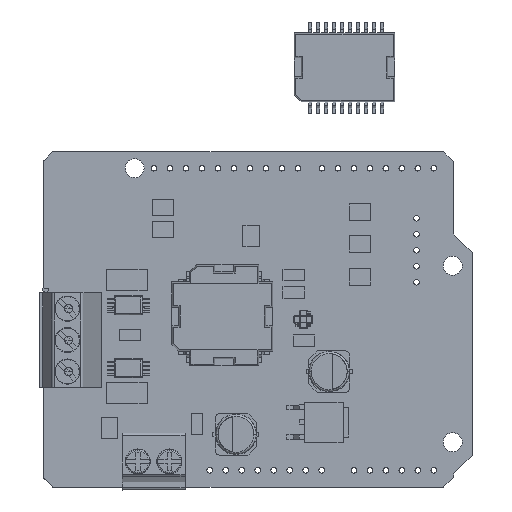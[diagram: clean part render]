
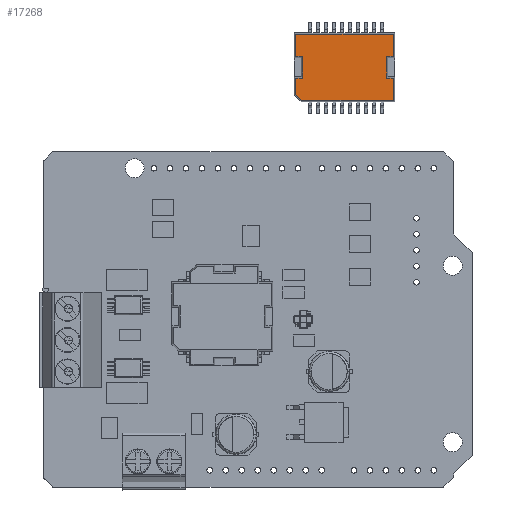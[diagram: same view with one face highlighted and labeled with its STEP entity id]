
A CAD part, top view. The second image highlights one B-rep face of the part: STEP entity #17268.
In plain terms, the highlighted face is planar.
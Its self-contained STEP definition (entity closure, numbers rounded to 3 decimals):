
#17268 = ADVANCED_FACE('',(#17269),#17375,.T.);
#17269 = FACE_BOUND('',#17270,.T.);
#17270 = EDGE_LOOP('',(#17271,#17281,#17289,#17297,#17305,#17313,#17321,
    #17329,#17337,#17345,#17353,#17361,#17369));
#17271 = ORIENTED_EDGE('',*,*,#17272,.T.);
#17272 = EDGE_CURVE('',#17273,#17275,#17277,.T.);
#17273 = VERTEX_POINT('',#17274);
#17274 = CARTESIAN_POINT('',(-6.448,3.3,6.917));
#17275 = VERTEX_POINT('',#17276);
#17276 = CARTESIAN_POINT('',(-6.448,3.3,9.489));
#17277 = LINE('',#17278,#17279);
#17278 = CARTESIAN_POINT('',(-6.448,3.3,9.585));
#17279 = VECTOR('',#17280,1.);
#17280 = DIRECTION('',(0.,0.,1.));
#17281 = ORIENTED_EDGE('',*,*,#17282,.T.);
#17282 = EDGE_CURVE('',#17275,#17283,#17285,.T.);
#17283 = VERTEX_POINT('',#17284);
#17284 = CARTESIAN_POINT('',(-5.484,3.3,10.453));
#17285 = LINE('',#17286,#17287);
#17286 = CARTESIAN_POINT('',(-5.416,3.3,10.521));
#17287 = VECTOR('',#17288,1.);
#17288 = DIRECTION('',(0.707,0.,0.707));
#17289 = ORIENTED_EDGE('',*,*,#17290,.T.);
#17290 = EDGE_CURVE('',#17283,#17291,#17293,.T.);
#17291 = VERTEX_POINT('',#17292);
#17292 = CARTESIAN_POINT('',(9.088,3.3,10.453));
#17293 = LINE('',#17294,#17295);
#17294 = CARTESIAN_POINT('',(9.32,3.3,10.453));
#17295 = VECTOR('',#17296,1.);
#17296 = DIRECTION('',(1.,0.,0.));
#17297 = ORIENTED_EDGE('',*,*,#17298,.T.);
#17298 = EDGE_CURVE('',#17291,#17299,#17301,.T.);
#17299 = VERTEX_POINT('',#17300);
#17300 = CARTESIAN_POINT('',(9.088,3.3,6.917));
#17301 = LINE('',#17302,#17303);
#17302 = CARTESIAN_POINT('',(9.088,3.3,0.));
#17303 = VECTOR('',#17304,1.);
#17304 = DIRECTION('',(0.,0.,-1.));
#17305 = ORIENTED_EDGE('',*,*,#17306,.T.);
#17306 = EDGE_CURVE('',#17299,#17307,#17309,.T.);
#17307 = VERTEX_POINT('',#17308);
#17308 = CARTESIAN_POINT('',(7.988,3.3,6.917));
#17309 = LINE('',#17310,#17311);
#17310 = CARTESIAN_POINT('',(8.22,3.3,6.917));
#17311 = VECTOR('',#17312,1.);
#17312 = DIRECTION('',(-1.,0.,0.));
#17313 = ORIENTED_EDGE('',*,*,#17314,.T.);
#17314 = EDGE_CURVE('',#17307,#17315,#17317,.T.);
#17315 = VERTEX_POINT('',#17316);
#17316 = CARTESIAN_POINT('',(7.988,3.3,3.453));
#17317 = LINE('',#17318,#17319);
#17318 = CARTESIAN_POINT('',(7.988,3.3,0.));
#17319 = VECTOR('',#17320,1.);
#17320 = DIRECTION('',(0.,0.,-1.));
#17321 = ORIENTED_EDGE('',*,*,#17322,.T.);
#17322 = EDGE_CURVE('',#17315,#17323,#17325,.T.);
#17323 = VERTEX_POINT('',#17324);
#17324 = CARTESIAN_POINT('',(9.088,3.3,3.453));
#17325 = LINE('',#17326,#17327);
#17326 = CARTESIAN_POINT('',(0.,3.3,3.453));
#17327 = VECTOR('',#17328,1.);
#17328 = DIRECTION('',(1.,0.,0.));
#17329 = ORIENTED_EDGE('',*,*,#17330,.T.);
#17330 = EDGE_CURVE('',#17323,#17331,#17333,.T.);
#17331 = VERTEX_POINT('',#17332);
#17332 = CARTESIAN_POINT('',(9.088,3.3,-0.083));
#17333 = LINE('',#17334,#17335);
#17334 = CARTESIAN_POINT('',(9.088,3.3,0.));
#17335 = VECTOR('',#17336,1.);
#17336 = DIRECTION('',(0.,0.,-1.));
#17337 = ORIENTED_EDGE('',*,*,#17338,.T.);
#17338 = EDGE_CURVE('',#17331,#17339,#17341,.T.);
#17339 = VERTEX_POINT('',#17340);
#17340 = CARTESIAN_POINT('',(-6.448,3.3,-0.083));
#17341 = LINE('',#17342,#17343);
#17342 = CARTESIAN_POINT('',(0.,3.3,
    -0.083));
#17343 = VECTOR('',#17344,1.);
#17344 = DIRECTION('',(-1.,0.,0.));
#17345 = ORIENTED_EDGE('',*,*,#17346,.T.);
#17346 = EDGE_CURVE('',#17339,#17347,#17349,.T.);
#17347 = VERTEX_POINT('',#17348);
#17348 = CARTESIAN_POINT('',(-6.448,3.3,3.453));
#17349 = LINE('',#17350,#17351);
#17350 = CARTESIAN_POINT('',(-6.448,3.3,3.685));
#17351 = VECTOR('',#17352,1.);
#17352 = DIRECTION('',(0.,0.,1.));
#17353 = ORIENTED_EDGE('',*,*,#17354,.T.);
#17354 = EDGE_CURVE('',#17347,#17355,#17357,.T.);
#17355 = VERTEX_POINT('',#17356);
#17356 = CARTESIAN_POINT('',(-5.348,3.3,3.453));
#17357 = LINE('',#17358,#17359);
#17358 = CARTESIAN_POINT('',(-5.58,3.3,3.453));
#17359 = VECTOR('',#17360,1.);
#17360 = DIRECTION('',(1.,0.,0.));
#17361 = ORIENTED_EDGE('',*,*,#17362,.T.);
#17362 = EDGE_CURVE('',#17355,#17363,#17365,.T.);
#17363 = VERTEX_POINT('',#17364);
#17364 = CARTESIAN_POINT('',(-5.348,3.3,6.917));
#17365 = LINE('',#17366,#17367);
#17366 = CARTESIAN_POINT('',(-5.348,3.3,6.685));
#17367 = VECTOR('',#17368,1.);
#17368 = DIRECTION('',(0.,0.,1.));
#17369 = ORIENTED_EDGE('',*,*,#17370,.T.);
#17370 = EDGE_CURVE('',#17363,#17273,#17371,.T.);
#17371 = LINE('',#17372,#17373);
#17372 = CARTESIAN_POINT('',(0.,3.3,6.917));
#17373 = VECTOR('',#17374,1.);
#17374 = DIRECTION('',(-1.,0.,0.));
#17375 = PLANE('',#17376);
#17376 = AXIS2_PLACEMENT_3D('',#17377,#17378,#17379);
#17377 = CARTESIAN_POINT('',(0.,3.3,0.));
#17378 = DIRECTION('',(0.,1.,0.));
#17379 = DIRECTION('',(0.,0.,1.));
